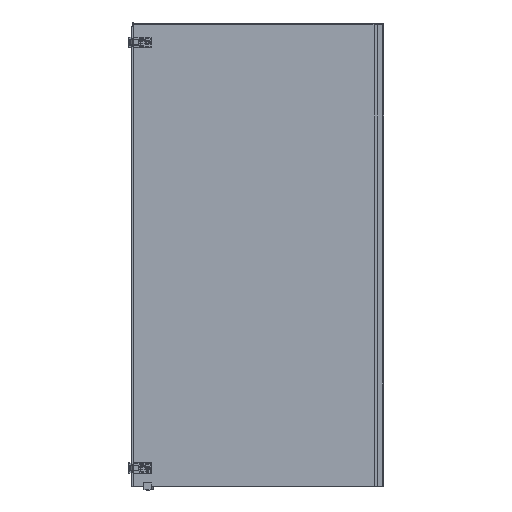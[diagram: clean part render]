
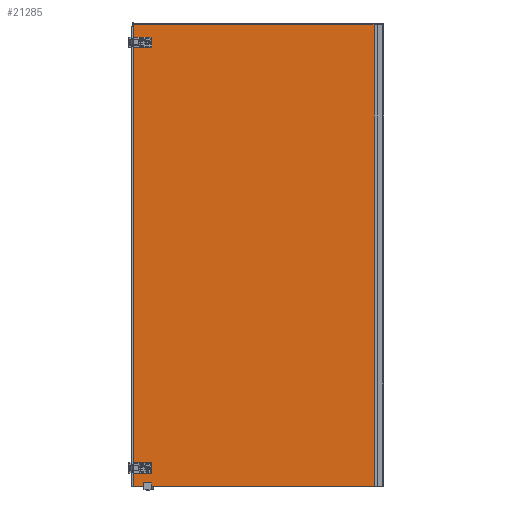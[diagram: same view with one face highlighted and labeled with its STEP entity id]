
A CAD part, left-side view. The second image highlights one B-rep face of the part: STEP entity #21285.
In plain terms, the highlighted face is planar.
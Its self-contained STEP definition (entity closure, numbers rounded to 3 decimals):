
#20520=DIRECTION('',(-1.,0.,0.));
#20521=VECTOR('',#20520,1071.);
#20522=CARTESIAN_POINT('',(428.,4.,
-999.));
#20523=LINE('',#20522,#20521);
#20528=CARTESIAN_POINT('',(371.,4.,920.));
#20529=DIRECTION('',(0.,1.,0.));
#20530=DIRECTION('',(0.974,0.,0.229));
#20531=AXIS2_PLACEMENT_3D('',#20528,#20529,#20530);
#20533=CARTESIAN_POINT('',(371.,4.,-920.));
#20534=DIRECTION('',(0.,1.,0.));
#20535=DIRECTION('',(0.974,0.,0.229));
#20536=AXIS2_PLACEMENT_3D('',#20533,#20534,#20535);
#20538=CARTESIAN_POINT('',(-643.,4.,998.));
#20539=DIRECTION('',(0.,1.,0.));
#20540=DIRECTION('',(-1.,0.,0.));
#20541=AXIS2_PLACEMENT_3D('',#20538,#20539,#20540);
#20543=DIRECTION('',(0.,0.,1.));
#20544=VECTOR('',#20543,1996.);
#20545=CARTESIAN_POINT('',(-644.,4.,
-998.));
#20546=LINE('',#20545,#20544);
#20547=CARTESIAN_POINT('',(-643.,4.,-998.));
#20548=DIRECTION('',(0.,1.,0.));
#20549=DIRECTION('',(0.,0.,-1.));
#20550=AXIS2_PLACEMENT_3D('',#20547,#20548,#20549);
#20552=CARTESIAN_POINT('',(428.,4.,-997.));
#20553=DIRECTION('',(0.,-1.,0.));
#20554=DIRECTION('',(0.,0.,-1.));
#20555=AXIS2_PLACEMENT_3D('',#20552,#20553,#20554);
#20557=DIRECTION('',(0.,0.,1.));
#20558=VECTOR('',#20557,58.);
#20559=CARTESIAN_POINT('',(430.,4.,
-997.));
#20560=LINE('',#20559,#20558);
#20561=DIRECTION('',(-1.,0.,0.));
#20562=VECTOR('',#20561,11.5);
#20563=CARTESIAN_POINT('',(430.,4.,-939.));
#20564=LINE('',#20563,#20562);
#20565=DIRECTION('',(0.,0.,-1.));
#20566=VECTOR('',#20565,12.);
#20567=CARTESIAN_POINT('',(405.5,4.,-914.));
#20568=LINE('',#20567,#20566);
#20569=DIRECTION('',(-1.,0.,0.));
#20570=VECTOR('',#20569,11.5);
#20571=CARTESIAN_POINT('',(430.,4.,-901.));
#20572=LINE('',#20571,#20570);
#20573=DIRECTION('',(-1.,0.,0.));
#20574=VECTOR('',#20573,11.5);
#20575=CARTESIAN_POINT('',(430.,4.,901.));
#20576=LINE('',#20575,#20574);
#20577=DIRECTION('',(0.,0.,-1.));
#20578=VECTOR('',#20577,12.);
#20579=CARTESIAN_POINT('',(405.5,4.,926.));
#20580=LINE('',#20579,#20578);
#20581=DIRECTION('',(-1.,0.,0.));
#20582=VECTOR('',#20581,11.5);
#20583=CARTESIAN_POINT('',(430.,4.,939.));
#20584=LINE('',#20583,#20582);
#20585=DIRECTION('',(0.,0.,1.));
#20586=VECTOR('',#20585,58.);
#20587=CARTESIAN_POINT('',(430.,4.,939.));
#20588=LINE('',#20587,#20586);
#20589=CARTESIAN_POINT('',(428.,4.,997.));
#20590=DIRECTION('',(0.,-1.,0.));
#20591=DIRECTION('',(1.,0.,0.));
#20592=AXIS2_PLACEMENT_3D('',#20589,#20590,#20591);
#20603=CARTESIAN_POINT('',(371.,4.,920.));
#20604=DIRECTION('',(0.,-1.,0.));
#20605=DIRECTION('',(0.974,0.,0.229));
#20606=AXIS2_PLACEMENT_3D('',#20603,#20604,#20605);
#20719=CARTESIAN_POINT('',(371.,4.,-920.));
#20720=DIRECTION('',(0.,-1.,0.));
#20721=DIRECTION('',(0.974,0.,0.229));
#20722=AXIS2_PLACEMENT_3D('',#20719,#20720,#20721);
#20782=DIRECTION('',(1.,0.,0.));
#20783=VECTOR('',#20782,1071.);
#20784=CARTESIAN_POINT('',(-643.,4.,
999.));
#20785=LINE('',#20784,#20783);
#20888=DIRECTION('',(0.,0.,-1.));
#20889=VECTOR('',#20888,1802.);
#20890=CARTESIAN_POINT('',(430.,4.,901.));
#20891=LINE('',#20890,#20889);
#20901=CARTESIAN_POINT('',(418.5,4.,-926.));
#20902=DIRECTION('',(0.,-1.,0.));
#20903=DIRECTION('',(-1.,0.,0.));
#20904=AXIS2_PLACEMENT_3D('',#20901,#20902,#20903);
#20919=CARTESIAN_POINT('',(418.5,4.,-914.));
#20920=DIRECTION('',(0.,-1.,0.));
#20921=DIRECTION('',(0.,0.,1.));
#20922=AXIS2_PLACEMENT_3D('',#20919,#20920,#20921);
#20967=CARTESIAN_POINT('',(418.5,4.,926.));
#20968=DIRECTION('',(0.,-1.,0.));
#20969=DIRECTION('',(0.,0.,1.));
#20970=AXIS2_PLACEMENT_3D('',#20967,#20968,#20969);
#20985=CARTESIAN_POINT('',(418.5,4.,914.));
#20986=DIRECTION('',(0.,-1.,0.));
#20987=DIRECTION('',(-1.,0.,0.));
#20988=AXIS2_PLACEMENT_3D('',#20985,#20986,#20987);
#21068=CARTESIAN_POINT('',(428.,4.,999.));
#21069=VERTEX_POINT('',#21068);
#21070=CARTESIAN_POINT('',(430.,4.,997.));
#21071=VERTEX_POINT('',#21070);
#21072=CARTESIAN_POINT('',(430.,4.,
-997.));
#21073=VERTEX_POINT('',#21072);
#21074=CARTESIAN_POINT('',(428.,4.,
-999.));
#21075=VERTEX_POINT('',#21074);
#21082=CARTESIAN_POINT('',(430.,4.,-939.));
#21083=VERTEX_POINT('',#21082);
#21090=CARTESIAN_POINT('',(430.,4.,939.));
#21091=VERTEX_POINT('',#21090);
#21104=CARTESIAN_POINT('',(430.,4.,901.));
#21105=CARTESIAN_POINT('',(430.,4.,-901.));
#21106=VERTEX_POINT('',#21104);
#21107=VERTEX_POINT('',#21105);
#21108=CARTESIAN_POINT('',(379.275,4.,-918.057));
#21109=CARTESIAN_POINT('',(379.275,4.,-921.943));
#21110=VERTEX_POINT('',#21108);
#21111=VERTEX_POINT('',#21109);
#21112=CARTESIAN_POINT('',(379.275,4.,921.943));
#21113=CARTESIAN_POINT('',(379.275,4.,918.057));
#21114=VERTEX_POINT('',#21112);
#21115=VERTEX_POINT('',#21113);
#21133=CARTESIAN_POINT('',(418.5,4.,-939.));
#21135=VERTEX_POINT('',#21133);
#21137=CARTESIAN_POINT('',(405.5,4.,-926.));
#21139=VERTEX_POINT('',#21137);
#21141=CARTESIAN_POINT('',(405.5,4.,-914.));
#21143=VERTEX_POINT('',#21141);
#21145=CARTESIAN_POINT('',(418.5,4.,-901.));
#21147=VERTEX_POINT('',#21145);
#21149=CARTESIAN_POINT('',(418.5,4.,901.));
#21151=VERTEX_POINT('',#21149);
#21153=CARTESIAN_POINT('',(405.5,4.,914.));
#21155=VERTEX_POINT('',#21153);
#21157=CARTESIAN_POINT('',(405.5,4.,926.));
#21159=VERTEX_POINT('',#21157);
#21161=CARTESIAN_POINT('',(418.5,4.,939.));
#21163=VERTEX_POINT('',#21161);
#21164=CARTESIAN_POINT('',(-644.,4.,998.));
#21165=CARTESIAN_POINT('',(-643.,4.,999.));
#21166=VERTEX_POINT('',#21164);
#21167=VERTEX_POINT('',#21165);
#21172=CARTESIAN_POINT('',(-644.,4.,
-998.));
#21173=VERTEX_POINT('',#21172);
#21176=CARTESIAN_POINT('',(-643.,4.,-999.));
#21177=VERTEX_POINT('',#21176);
#21227=CARTESIAN_POINT('',(431.,4.,-1000.));
#21228=DIRECTION('',(0.,1.,0.));
#21229=DIRECTION('',(-1.,0.,0.));
#21230=AXIS2_PLACEMENT_3D('',#21227,#21228,#21229);
#21231=PLANE('',#21230);
#21233=ORIENTED_EDGE('',*,*,#21232,.F.);
#21235=ORIENTED_EDGE('',*,*,#21234,.F.);
#21237=ORIENTED_EDGE('',*,*,#21236,.F.);
#21239=ORIENTED_EDGE('',*,*,#21238,.F.);
#21240=ORIENTED_EDGE('',*,*,#21217,.F.);
#21242=ORIENTED_EDGE('',*,*,#21241,.T.);
#21244=ORIENTED_EDGE('',*,*,#21243,.T.);
#21246=ORIENTED_EDGE('',*,*,#21245,.T.);
#21248=ORIENTED_EDGE('',*,*,#21247,.F.);
#21250=ORIENTED_EDGE('',*,*,#21249,.F.);
#21252=ORIENTED_EDGE('',*,*,#21251,.F.);
#21254=ORIENTED_EDGE('',*,*,#21253,.F.);
#21256=ORIENTED_EDGE('',*,*,#21255,.F.);
#21258=ORIENTED_EDGE('',*,*,#21257,.T.);
#21260=ORIENTED_EDGE('',*,*,#21259,.F.);
#21262=ORIENTED_EDGE('',*,*,#21261,.F.);
#21264=ORIENTED_EDGE('',*,*,#21263,.F.);
#21266=ORIENTED_EDGE('',*,*,#21265,.F.);
#21268=ORIENTED_EDGE('',*,*,#21267,.T.);
#21270=ORIENTED_EDGE('',*,*,#21269,.T.);
#21271=EDGE_LOOP('',(#21233,#21235,#21237,#21239,#21240,#21242,#21244,#21246,
#21248,#21250,#21252,#21254,#21256,#21258,#21260,#21262,#21264,#21266,#21268,
#21270));
#21272=FACE_OUTER_BOUND('',#21271,.F.);
#21274=ORIENTED_EDGE('',*,*,#21273,.F.);
#21276=ORIENTED_EDGE('',*,*,#21275,.T.);
#21277=EDGE_LOOP('',(#21274,#21276));
#21278=FACE_BOUND('',#21277,.F.);
#21280=ORIENTED_EDGE('',*,*,#21279,.F.);
#21282=ORIENTED_EDGE('',*,*,#21281,.T.);
#21283=EDGE_LOOP('',(#21280,#21282));
#21284=FACE_BOUND('',#21283,.F.);
#20532=CIRCLE('',#20531,8.5);
#20537=CIRCLE('',#20536,8.5);
#20542=CIRCLE('',#20541,1.);
#20551=CIRCLE('',#20550,1.);
#20556=CIRCLE('',#20555,2.);
#20593=CIRCLE('',#20592,2.);
#20607=CIRCLE('',#20606,8.5);
#20723=CIRCLE('',#20722,8.5);
#20905=CIRCLE('',#20904,13.);
#20923=CIRCLE('',#20922,13.);
#20971=CIRCLE('',#20970,13.);
#20989=CIRCLE('',#20988,13.);
#21217=EDGE_CURVE('',#21075,#21177,#20523,.T.);
#21232=EDGE_CURVE('',#21167,#21069,#20785,.T.);
#21234=EDGE_CURVE('',#21166,#21167,#20542,.T.);
#21236=EDGE_CURVE('',#21173,#21166,#20546,.T.);
#21238=EDGE_CURVE('',#21177,#21173,#20551,.T.);
#21241=EDGE_CURVE('',#21075,#21073,#20556,.T.);
#21243=EDGE_CURVE('',#21073,#21083,#20560,.T.);
#21245=EDGE_CURVE('',#21083,#21135,#20564,.T.);
#21247=EDGE_CURVE('',#21139,#21135,#20905,.T.);
#21249=EDGE_CURVE('',#21143,#21139,#20568,.T.);
#21251=EDGE_CURVE('',#21147,#21143,#20923,.T.);
#21253=EDGE_CURVE('',#21107,#21147,#20572,.T.);
#21255=EDGE_CURVE('',#21106,#21107,#20891,.T.);
#21257=EDGE_CURVE('',#21106,#21151,#20576,.T.);
#21259=EDGE_CURVE('',#21155,#21151,#20989,.T.);
#21261=EDGE_CURVE('',#21159,#21155,#20580,.T.);
#21263=EDGE_CURVE('',#21163,#21159,#20971,.T.);
#21265=EDGE_CURVE('',#21091,#21163,#20584,.T.);
#21267=EDGE_CURVE('',#21091,#21071,#20588,.T.);
#21269=EDGE_CURVE('',#21071,#21069,#20593,.T.);
#21273=EDGE_CURVE('',#21110,#21111,#20723,.T.);
#21275=EDGE_CURVE('',#21110,#21111,#20537,.T.);
#21279=EDGE_CURVE('',#21114,#21115,#20607,.T.);
#21281=EDGE_CURVE('',#21114,#21115,#20532,.T.);
#21285=ADVANCED_FACE('',(#21272,#21278,#21284),#21231,.T.);
